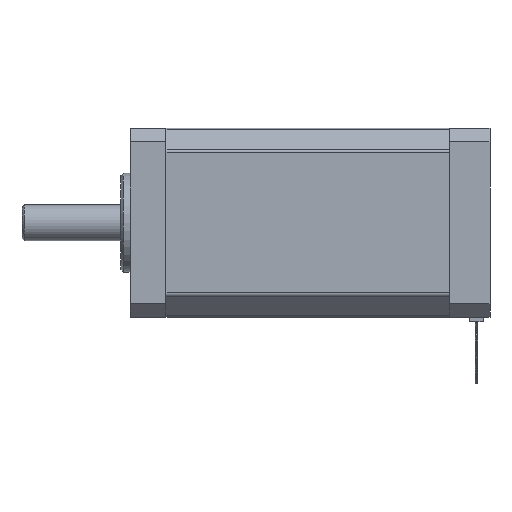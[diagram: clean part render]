
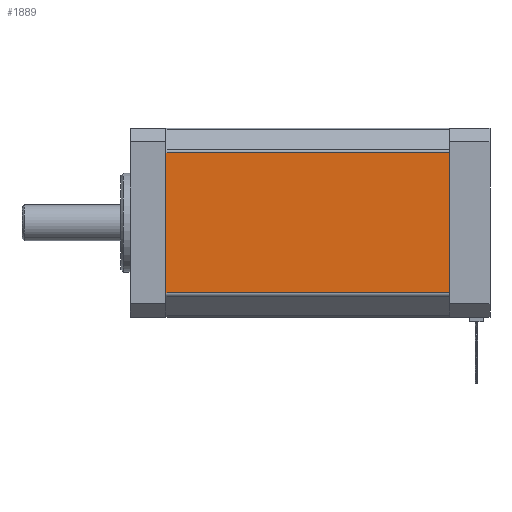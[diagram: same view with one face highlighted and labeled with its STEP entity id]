
A CAD part, front view. The second image highlights one B-rep face of the part: STEP entity #1889.
In plain terms, the highlighted planar face has unit normal (0, -1, 0).
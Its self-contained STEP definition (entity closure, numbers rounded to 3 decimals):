
#71 = CARTESIAN_POINT ( 'NONE',  ( -72., -21., 21. ) ) ;
#79 = DIRECTION ( 'NONE',  ( 0., 0., -1. ) ) ;
#257 = EDGE_CURVE ( 'NONE', #3946, #1451, #3683, .T. ) ;
#477 = CARTESIAN_POINT ( 'NONE',  ( -9., -21., -15.586 ) ) ;
#727 = LINE ( 'NONE', #71, #6293 ) ;
#783 = EDGE_CURVE ( 'NONE', #3946, #8044, #727, .T. ) ;
#1179 = CARTESIAN_POINT ( 'NONE',  ( -9., -21., 21. ) ) ;
#1451 = VERTEX_POINT ( 'NONE', #3642 ) ;
#1461 = CARTESIAN_POINT ( 'NONE',  ( -9., -21., 15.586 ) ) ;
#1725 = DIRECTION ( 'NONE',  ( 0., 0., -1. ) ) ;
#1889 = ADVANCED_FACE ( 'NONE', ( #3075 ), #3119, .T. ) ;
#2530 = CARTESIAN_POINT ( 'NONE',  ( -72., -21., -15.586 ) ) ;
#2603 = DIRECTION ( 'NONE',  ( 0., 0., 1. ) ) ;
#2863 = VERTEX_POINT ( 'NONE', #1461 ) ;
#3013 = LINE ( 'NONE', #1179, #3923 ) ;
#3075 = FACE_OUTER_BOUND ( 'NONE', #6618, .T. ) ;
#3119 = PLANE ( 'NONE',  #4424 ) ;
#3642 = CARTESIAN_POINT ( 'NONE',  ( -9., -21., -15.586 ) ) ;
#3683 = LINE ( 'NONE', #477, #7496 ) ;
#3890 = CARTESIAN_POINT ( 'NONE',  ( -9., -21., 15.586 ) ) ;
#3923 = VECTOR ( 'NONE', #1725, 1000. ) ;
#3946 = VERTEX_POINT ( 'NONE', #2530 ) ;
#4010 = ORIENTED_EDGE ( 'NONE', *, *, #5889, .F. ) ;
#4416 = DIRECTION ( 'NONE',  ( 1., 0., 0. ) ) ;
#4424 = AXIS2_PLACEMENT_3D ( 'NONE', #8050, #6779, #79 ) ;
#4522 = DIRECTION ( 'NONE',  ( -1., 0., 0. ) ) ;
#4985 = CARTESIAN_POINT ( 'NONE',  ( -72., -21., 15.586 ) ) ;
#5293 = ORIENTED_EDGE ( 'NONE', *, *, #783, .F. ) ;
#5384 = ORIENTED_EDGE ( 'NONE', *, *, #5469, .T. ) ;
#5469 = EDGE_CURVE ( 'NONE', #2863, #8044, #8090, .T. ) ;
#5889 = EDGE_CURVE ( 'NONE', #2863, #1451, #3013, .T. ) ;
#6293 = VECTOR ( 'NONE', #2603, 1000. ) ;
#6618 = EDGE_LOOP ( 'NONE', ( #5293, #7262, #4010, #5384 ) ) ;
#6779 = DIRECTION ( 'NONE',  ( 0., -1., 0. ) ) ;
#7262 = ORIENTED_EDGE ( 'NONE', *, *, #257, .T. ) ;
#7496 = VECTOR ( 'NONE', #4416, 1000. ) ;
#7883 = VECTOR ( 'NONE', #4522, 1000. ) ;
#8044 = VERTEX_POINT ( 'NONE', #4985 ) ;
#8050 = CARTESIAN_POINT ( 'NONE',  ( -9., -21., 21. ) ) ;
#8090 = LINE ( 'NONE', #3890, #7883 ) ;
